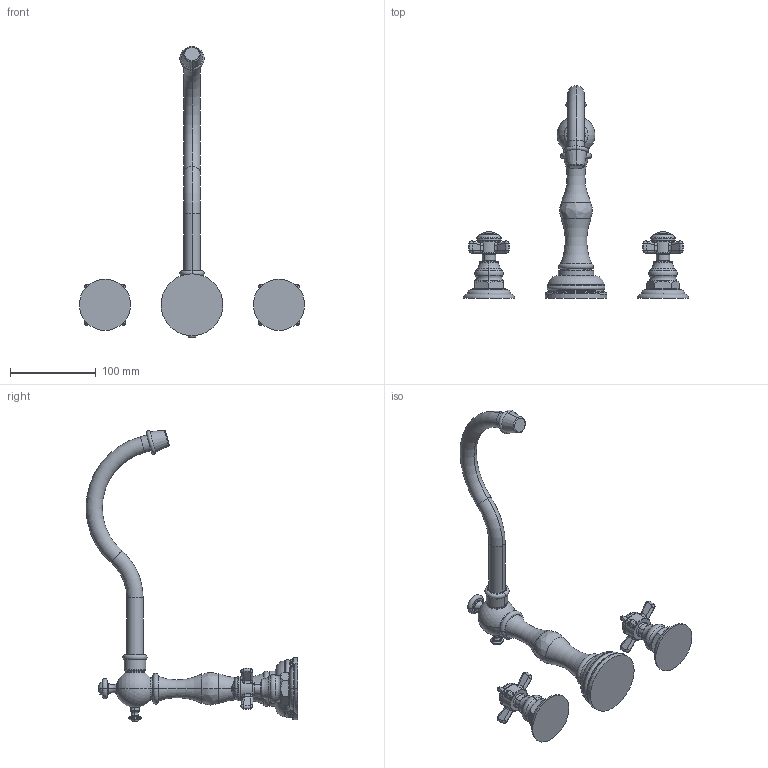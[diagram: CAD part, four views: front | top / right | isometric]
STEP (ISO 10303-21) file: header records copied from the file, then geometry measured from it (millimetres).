
FILE_DESCRIPTION((''),'2;1');
FILE_NAME('3-1006','2021-03-09T10:25:27',('jinson.thomas'),(''),'CREO PARAMETRIC BY PTC INC, 2018400','CREO PARAMETRIC BY PTC INC, 2018400','');
FILE_SCHEMA(('CONFIG_CONTROL_DESIGN'));
Length unit declared in the file: inch
Products named in the file (1): 3-1006
Bounding box: 263.14 x 247.51 x 340.23 mm (x, y, z)
Volume: 476430.8 mm3; surface area: 86388.3 mm2
Topology: 3 solids, 3 shells, 1098 faces, 2839 edges, 1814 vertices
Faces by surface type: plane 460, cylinder 334, torus 114, bspline 94, sphere 62, extrusion 20, cone 14
Entity records: 45856 total; most frequent: CARTESIAN_POINT 19566, ORIENTED_EDGE 5670, DIRECTION 5474, EDGE_CURVE 2835, AXIS2_PLACEMENT_3D 2324, VERTEX_POINT 1814, CIRCLE 1340, EDGE_LOOP 1169
